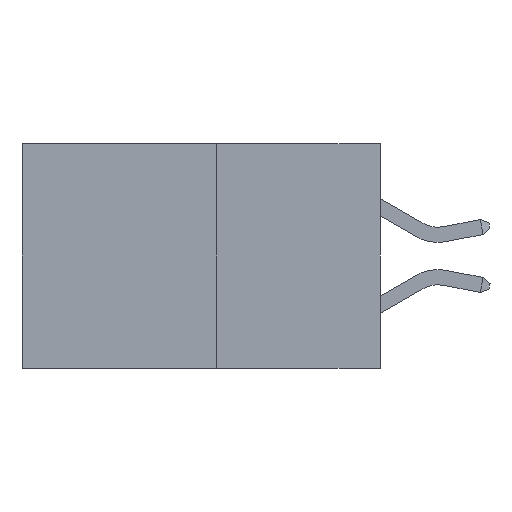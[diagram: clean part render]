
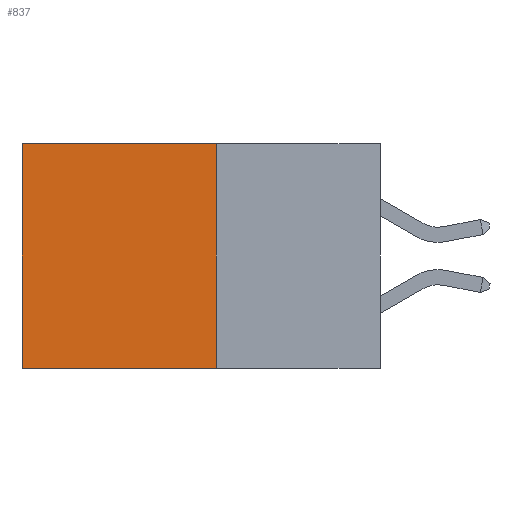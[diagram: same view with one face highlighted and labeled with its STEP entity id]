
A CAD part, left-side view. The second image highlights one B-rep face of the part: STEP entity #837.
In plain terms, the highlighted planar face has unit normal (-1, 0, 0).
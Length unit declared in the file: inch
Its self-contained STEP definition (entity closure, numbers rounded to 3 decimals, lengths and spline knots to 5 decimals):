
#837 = ADVANCED_FACE ( 'NONE', ( #13944 ), #6899, .F. ) ;
#1375 = ORIENTED_EDGE ( 'NONE', *, *, #6183, .F. ) ;
#1464 = ORIENTED_EDGE ( 'NONE', *, *, #4456, .T. ) ;
#1824 = CARTESIAN_POINT ( 'NONE',  ( 0.277, 0.27, 0. ) ) ;
#2142 = ORIENTED_EDGE ( 'NONE', *, *, #4920, .F. ) ;
#2253 = CARTESIAN_POINT ( 'NONE',  ( 0.277, 0.27, -0.37 ) ) ;
#2341 = DIRECTION ( 'NONE',  ( 0., 0., -1. ) ) ;
#2549 = CARTESIAN_POINT ( 'NONE',  ( 0.277, 0.59, -0.37 ) ) ;
#2554 = VECTOR ( 'NONE', #14078, 39.37008 ) ;
#2595 = DIRECTION ( 'NONE',  ( 0., 0., -1. ) ) ;
#2799 = DIRECTION ( 'NONE',  ( 0., 0., -1. ) ) ;
#3146 = EDGE_CURVE ( 'NONE', #14394, #3974, #14450, .T. ) ;
#3570 = AXIS2_PLACEMENT_3D ( 'NONE', #5610, #4603, #2799 ) ;
#3974 = VERTEX_POINT ( 'NONE', #9605 ) ;
#4456 = EDGE_CURVE ( 'NONE', #10918, #14394, #5944, .T. ) ;
#4603 = DIRECTION ( 'NONE',  ( 1., 0., 0. ) ) ;
#4920 = EDGE_CURVE ( 'NONE', #8890, #3974, #14400, .T. ) ;
#5269 = VECTOR ( 'NONE', #2595, 39.37008 ) ;
#5610 = CARTESIAN_POINT ( 'NONE',  ( 0.277, 0.27, -0.37 ) ) ;
#5884 = LINE ( 'NONE', #2253, #8569 ) ;
#5944 = LINE ( 'NONE', #14156, #2554 ) ;
#6183 = EDGE_CURVE ( 'NONE', #10918, #8890, #5884, .T. ) ;
#6899 = PLANE ( 'NONE',  #3570 ) ;
#8569 = VECTOR ( 'NONE', #2341, 39.37008 ) ;
#8890 = VERTEX_POINT ( 'NONE', #11106 ) ;
#8910 = ORIENTED_EDGE ( 'NONE', *, *, #3146, .T. ) ;
#9605 = CARTESIAN_POINT ( 'NONE',  ( 0.277, 0.59, -0.37 ) ) ;
#10918 = VERTEX_POINT ( 'NONE', #1824 ) ;
#11003 = DIRECTION ( 'NONE',  ( 0., 1., 0. ) ) ;
#11030 = CARTESIAN_POINT ( 'NONE',  ( 0.277, 0.27, -0.37 ) ) ;
#11106 = CARTESIAN_POINT ( 'NONE',  ( 0.277, 0.27, -0.37 ) ) ;
#12903 = CARTESIAN_POINT ( 'NONE',  ( 0.277, 0.59, 0. ) ) ;
#13944 = FACE_OUTER_BOUND ( 'NONE', #14873, .T. ) ;
#14042 = VECTOR ( 'NONE', #11003, 39.37008 ) ;
#14078 = DIRECTION ( 'NONE',  ( 0., 1., 0. ) ) ;
#14156 = CARTESIAN_POINT ( 'NONE',  ( 0.277, 0.27, 0. ) ) ;
#14394 = VERTEX_POINT ( 'NONE', #12903 ) ;
#14400 = LINE ( 'NONE', #11030, #14042 ) ;
#14450 = LINE ( 'NONE', #2549, #5269 ) ;
#14873 = EDGE_LOOP ( 'NONE', ( #8910, #2142, #1375, #1464 ) ) ;
